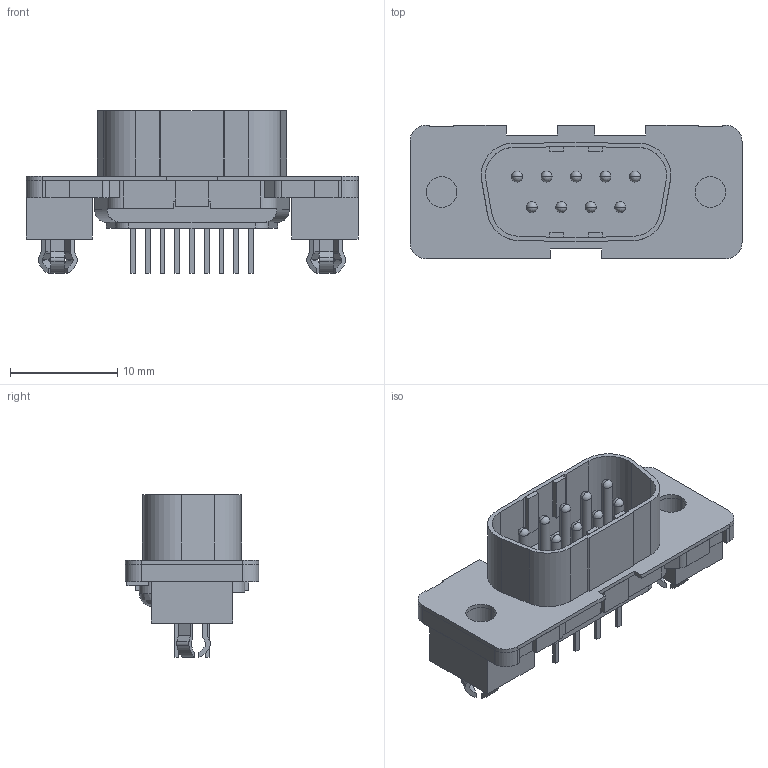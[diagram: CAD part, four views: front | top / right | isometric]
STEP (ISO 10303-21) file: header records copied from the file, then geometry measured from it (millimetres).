
FILE_DESCRIPTION((''),'2;1');
FILE_NAME('TYCO_1-338309-2.stp','2012-06-28T13:48:20',(''),(''),'Mechanical Desktop 2011','Mechanical Desktop 2011',', , ');
FILE_SCHEMA(('AUTOMOTIVE_DESIGN { 1 2 10303 214 1 1 1 1 }'));
Length unit declared in the file: millimetre
Products named in the file (1): Product
Bounding box: 30.89 x 12.4 x 15.15 mm (x, y, z)
Volume: 1563.6 mm3; surface area: 3587 mm2
Topology: 43 solids, 43 shells, 443 faces, 1061 edges, 691 vertices
Faces by surface type: plane 184, bspline 130, cylinder 111, sphere 18
Entity records: 12814 total; most frequent: CARTESIAN_POINT 2686, ORIENTED_EDGE 2086, DIRECTION 1915, EDGE_CURVE 1043, VECTOR 795, LINE 795, VERTEX_POINT 691, AXIS2_PLACEMENT_3D 560
